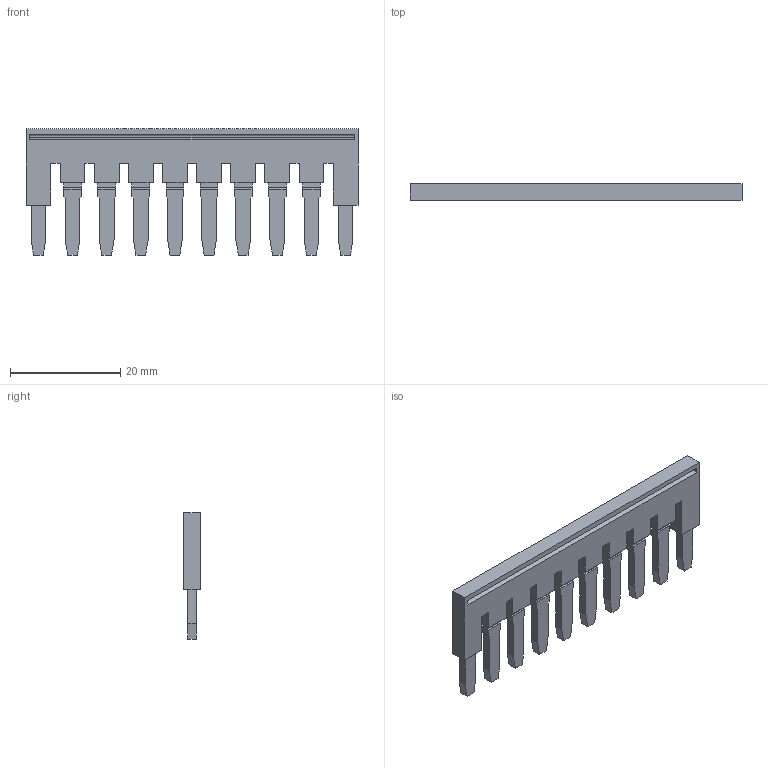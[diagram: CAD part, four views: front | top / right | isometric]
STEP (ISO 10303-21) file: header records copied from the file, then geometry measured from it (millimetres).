
FILE_DESCRIPTION(('HOOPS Exchange Step'),'2;1');
FILE_NAME('export-50278BE5-850E-4ADE-8120-D3AA029870B4.stp','2024-12-28T12:37:01+01:00',('Engineering'),('Alibre'),'HOOPS Exchange 2024.3','Alibre','Unknown authorisation');
FILE_SCHEMA( ('AP242_MANAGED_MODEL_BASED_3D_ENGINEERING_MIM_LF {1 0 10303 442 1 1 4 }') );
Length unit declared in the file: millimetre
Products named in the file (2): 1097-1 Plug-in bridge - FBS 10-6 BU - 3032198 (10-poles BLUE); 1097 Plug-in bridge - FBS 10-6 BU - 3032198 (10-poles BLUE)
Assembly tree (1 placements, depth 2):
  1097 Plug-in bridge - FBS 10-6 BU - 3032198 (10-poles BLUE)
    1097-1 Plug-in bridge - FBS 10-6 BU - 3032198 (10-poles BLUE)
Bounding box: 60.3 x 3 x 22.98 mm (x, y, z)
Volume: 2166.4 mm3; surface area: 3030.6 mm2
Topology: 1 solids, 1 shells, 202 faces, 564 edges, 376 vertices
Faces by surface type: plane 202
Entity records: 6721 total; most frequent: CARTESIAN_POINT 1146, ORIENTED_EDGE 1128, DIRECTION 976, VECTOR 564, LINE 564, EDGE_CURVE 564, VERTEX_POINT 376, EDGE_LOOP 214
